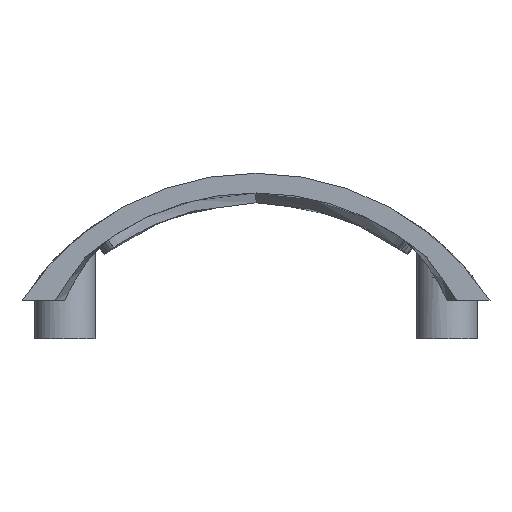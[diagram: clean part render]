
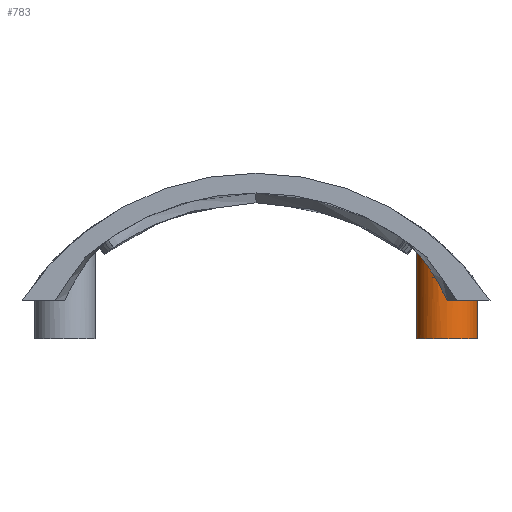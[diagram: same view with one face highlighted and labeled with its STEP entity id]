
A CAD part, front view. The second image highlights one B-rep face of the part: STEP entity #783.
In plain terms, the highlighted cylindrical face has radius 3.1 mm (diameter 6.2 mm), a partial arc.
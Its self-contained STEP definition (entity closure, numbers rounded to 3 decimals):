
#89 = CIRCLE ( 'NONE', #3274, 3.1 ) ;
#154 = DIRECTION ( 'NONE',  ( 0., 0., 1. ) ) ;
#155 = CARTESIAN_POINT ( 'NONE',  ( 42.162, 0.991, 1.924 ) ) ;
#201 = CARTESIAN_POINT ( 'NONE',  ( 42.512, 0.881, 1.315 ) ) ;
#247 = CYLINDRICAL_SURFACE ( 'NONE', #2646, 3.1 ) ;
#289 = CARTESIAN_POINT ( 'NONE',  ( 42.19, 0.982, 1.875 ) ) ;
#364 = LINE ( 'NONE', #6372, #2789 ) ;
#431 = CARTESIAN_POINT ( 'NONE',  ( 40.025, 3.814, 4.965 ) ) ;
#481 = CARTESIAN_POINT ( 'NONE',  ( 40.084, 3.323, 4.896 ) ) ;
#783 = ADVANCED_FACE ( 'NONE', ( #8252 ), #247, .T. ) ;
#885 = VERTEX_POINT ( 'NONE', #4673 ) ;
#915 = CARTESIAN_POINT ( 'NONE',  ( 43.169, 0.838, 0. ) ) ;
#1057 = CARTESIAN_POINT ( 'NONE',  ( 40.8, 1.884, 3.995 ) ) ;
#1130 = LINE ( 'NONE', #6225, #7099 ) ;
#1261 = DIRECTION ( 'NONE',  ( 0., 0., -1. ) ) ;
#1294 = CARTESIAN_POINT ( 'NONE',  ( 40.062, 3.446, 4.922 ) ) ;
#1592 = EDGE_CURVE ( 'NONE', #885, #7272, #364, .T. ) ;
#1643 = B_SPLINE_CURVE_WITH_KNOTS ( 'NONE', 3,
 ( #915, #8871, #201, #6016, #289, #5394, #155, #5966, #6059, #3773, #8918, #3194, #6103, #6875, #2387, #9004, #4490, #7415, #8299, #2478, #1057, #7592, #6684, #5256, #7779, #8536, #6396, #9286, #4099, #4913, #481, #1294, #6924, #431, #3387 ),
 .UNSPECIFIED., .F., .F.,
 ( 4, 2, 2, 1, 1, 1, 1, 2, 2, 2, 1, 1, 2, 2, 2, 2, 1, 2, 2, 2, 4 ),
 ( 0., 0.125, 0.127, 0.129, 0.133, 0.141, 0.156, 0.187, 0.25, 0.254, 0.258, 0.265, 0.281, 0.312, 0.375, 0.383, 0.39, 0.406, 0.437, 0.468, 0.5 ),
 .UNSPECIFIED. ) ;
#2189 = DIRECTION ( 'NONE',  ( 1., 0., 0. ) ) ;
#2387 = CARTESIAN_POINT ( 'NONE',  ( 41.177, 1.526, 3.472 ) ) ;
#2477 = DIRECTION ( 'NONE',  ( 1., 0., 0. ) ) ;
#2478 = CARTESIAN_POINT ( 'NONE',  ( 40.874, 1.803, 3.895 ) ) ;
#2646 = AXIS2_PLACEMENT_3D ( 'NONE', #3052, #154, #2477 ) ;
#2681 = CARTESIAN_POINT ( 'NONE',  ( 40.025, 3.937, 4.965 ) ) ;
#2789 = VECTOR ( 'NONE', #6809, 1000. ) ;
#2833 = DIRECTION ( 'NONE',  ( -1., 0., 0. ) ) ;
#2868 = VERTEX_POINT ( 'NONE', #4802 ) ;
#3052 = CARTESIAN_POINT ( 'NONE',  ( 43.125, 3.938, -12.647 ) ) ;
#3194 = CARTESIAN_POINT ( 'NONE',  ( 41.509, 1.285, 2.985 ) ) ;
#3251 = AXIS2_PLACEMENT_3D ( 'NONE', #3700, #4458, #2189 ) ;
#3274 = AXIS2_PLACEMENT_3D ( 'NONE', #8602, #1261, #2833 ) ;
#3387 = CARTESIAN_POINT ( 'NONE',  ( 40.025, 3.937, 4.965 ) ) ;
#3700 = CARTESIAN_POINT ( 'NONE',  ( 43.125, 3.938, -3.879 ) ) ;
#3773 = CARTESIAN_POINT ( 'NONE',  ( 41.89, 1.091, 2.381 ) ) ;
#3946 = EDGE_CURVE ( 'NONE', #2868, #7839, #1643, .T. ) ;
#4099 = CARTESIAN_POINT ( 'NONE',  ( 40.177, 2.972, 4.785 ) ) ;
#4458 = DIRECTION ( 'NONE',  ( 0., 0., 1. ) ) ;
#4490 = CARTESIAN_POINT ( 'NONE',  ( 41.124, 1.569, 3.547 ) ) ;
#4536 = ORIENTED_EDGE ( 'NONE', *, *, #5511, .T. ) ;
#4673 = CARTESIAN_POINT ( 'NONE',  ( 46.225, 3.938, -3.879 ) ) ;
#4698 = DIRECTION ( 'NONE',  ( 0., 0., 1. ) ) ;
#4802 = CARTESIAN_POINT ( 'NONE',  ( 43.169, 0.838, 0. ) ) ;
#4913 = CARTESIAN_POINT ( 'NONE',  ( 40.141, 3.087, 4.828 ) ) ;
#5256 = CARTESIAN_POINT ( 'NONE',  ( 40.35, 2.555, 4.574 ) ) ;
#5394 = CARTESIAN_POINT ( 'NONE',  ( 42.179, 0.986, 1.895 ) ) ;
#5511 = EDGE_CURVE ( 'NONE', #8320, #885, #6146, .T. ) ;
#5780 = EDGE_LOOP ( 'NONE', ( #8957, #4536, #7929, #7126, #5938 ) ) ;
#5938 = ORIENTED_EDGE ( 'NONE', *, *, #3946, .T. ) ;
#5966 = CARTESIAN_POINT ( 'NONE',  ( 42.123, 1.004, 1.991 ) ) ;
#6016 = CARTESIAN_POINT ( 'NONE',  ( 42.196, 0.98, 1.865 ) ) ;
#6059 = CARTESIAN_POINT ( 'NONE',  ( 42.045, 1.031, 2.124 ) ) ;
#6103 = CARTESIAN_POINT ( 'NONE',  ( 41.348, 1.39, 3.225 ) ) ;
#6146 = CIRCLE ( 'NONE', #3251, 3.1 ) ;
#6225 = CARTESIAN_POINT ( 'NONE',  ( 40.025, 3.938, -12.647 ) ) ;
#6372 = CARTESIAN_POINT ( 'NONE',  ( 46.225, 3.938, -12.647 ) ) ;
#6396 = CARTESIAN_POINT ( 'NONE',  ( 40.273, 2.719, 4.668 ) ) ;
#6684 = CARTESIAN_POINT ( 'NONE',  ( 40.465, 2.329, 4.431 ) ) ;
#6809 = DIRECTION ( 'NONE',  ( 0., 0., 1. ) ) ;
#6875 = CARTESIAN_POINT ( 'NONE',  ( 41.189, 1.517, 3.455 ) ) ;
#6924 = CARTESIAN_POINT ( 'NONE',  ( 40.032, 3.69, 4.957 ) ) ;
#7099 = VECTOR ( 'NONE', #4698, 1000. ) ;
#7126 = ORIENTED_EDGE ( 'NONE', *, *, #7920, .T. ) ;
#7272 = VERTEX_POINT ( 'NONE', #9110 ) ;
#7415 = CARTESIAN_POINT ( 'NONE',  ( 41.052, 1.632, 3.649 ) ) ;
#7592 = CARTESIAN_POINT ( 'NONE',  ( 40.589, 2.141, 4.274 ) ) ;
#7779 = CARTESIAN_POINT ( 'NONE',  ( 40.336, 2.583, 4.591 ) ) ;
#7839 = VERTEX_POINT ( 'NONE', #2681 ) ;
#7920 = EDGE_CURVE ( 'NONE', #7272, #2868, #89, .T. ) ;
#7929 = ORIENTED_EDGE ( 'NONE', *, *, #1592, .T. ) ;
#8090 = EDGE_CURVE ( 'NONE', #8320, #7839, #1130, .T. ) ;
#8252 = FACE_OUTER_BOUND ( 'NONE', #5780, .T. ) ;
#8299 = CARTESIAN_POINT ( 'NONE',  ( 40.992, 1.688, 3.733 ) ) ;
#8320 = VERTEX_POINT ( 'NONE', #9218 ) ;
#8536 = CARTESIAN_POINT ( 'NONE',  ( 40.311, 2.637, 4.623 ) ) ;
#8602 = CARTESIAN_POINT ( 'NONE',  ( 43.125, 3.938, 0. ) ) ;
#8871 = CARTESIAN_POINT ( 'NONE',  ( 42.84, 0.833, 0.697 ) ) ;
#8918 = CARTESIAN_POINT ( 'NONE',  ( 41.762, 1.152, 2.588 ) ) ;
#8957 = ORIENTED_EDGE ( 'NONE', *, *, #8090, .F. ) ;
#9004 = CARTESIAN_POINT ( 'NONE',  ( 41.156, 1.543, 3.502 ) ) ;
#9110 = CARTESIAN_POINT ( 'NONE',  ( 46.225, 3.938, 0. ) ) ;
#9218 = CARTESIAN_POINT ( 'NONE',  ( 40.025, 3.938, -3.879 ) ) ;
#9286 = CARTESIAN_POINT ( 'NONE',  ( 40.24, 2.803, 4.71 ) ) ;
